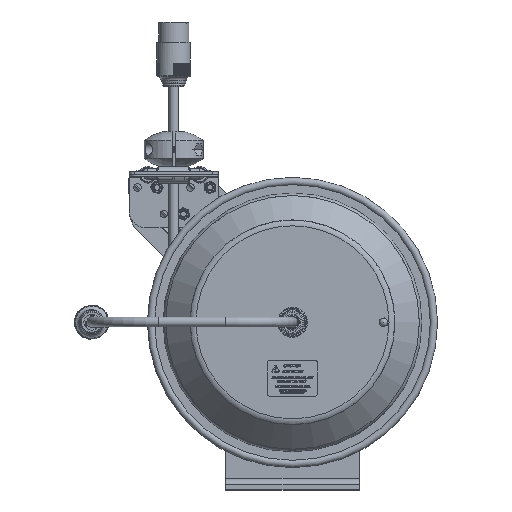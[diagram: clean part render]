
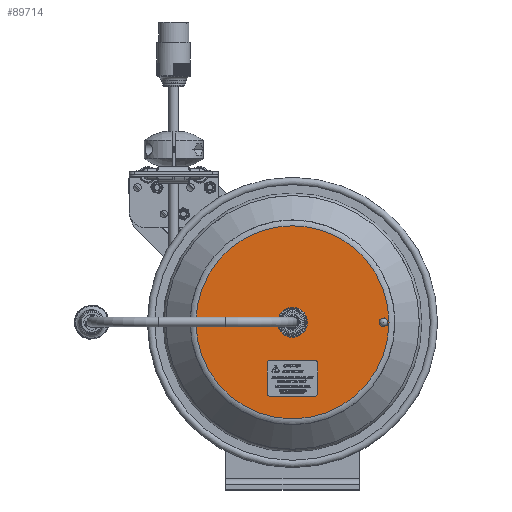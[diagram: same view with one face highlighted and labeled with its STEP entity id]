
A CAD part, top view. The second image highlights one B-rep face of the part: STEP entity #89714.
In plain terms, the highlighted planar face has unit normal (0, 0, 1).
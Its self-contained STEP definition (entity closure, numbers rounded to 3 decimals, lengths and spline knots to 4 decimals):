
#5346=FACE_BOUND('',#12569,.T.);
#5347=FACE_BOUND('',#12570,.T.);
#5348=FACE_BOUND('',#12571,.T.);
#6852=CIRCLE('',#94645,4.325);
#6853=CIRCLE('',#94646,4.325);
#6855=CIRCLE('',#94649,0.625);
#6856=CIRCLE('',#94650,0.1094);
#6857=CIRCLE('',#94651,0.1094);
#9069=FACE_OUTER_BOUND('',#12568,.T.);
#12568=EDGE_LOOP('',(#64719,#64720));
#12569=EDGE_LOOP('',(#64721));
#12570=EDGE_LOOP('',(#64722));
#12571=EDGE_LOOP('',(#64723));
#35521=VERTEX_POINT('',#122806);
#35522=VERTEX_POINT('',#122807);
#35523=VERTEX_POINT('',#122812);
#35524=VERTEX_POINT('',#122814);
#35525=VERTEX_POINT('',#122816);
#47965=EDGE_CURVE('',#35521,#35522,#6852,.T.);
#47966=EDGE_CURVE('',#35522,#35521,#6853,.T.);
#47968=EDGE_CURVE('',#35523,#35523,#6855,.T.);
#47969=EDGE_CURVE('',#35524,#35524,#6856,.T.);
#47970=EDGE_CURVE('',#35525,#35525,#6857,.T.);
#64719=ORIENTED_EDGE('',*,*,#47965,.T.);
#64720=ORIENTED_EDGE('',*,*,#47966,.T.);
#64721=ORIENTED_EDGE('',*,*,#47968,.T.);
#64722=ORIENTED_EDGE('',*,*,#47969,.T.);
#64723=ORIENTED_EDGE('',*,*,#47970,.T.);
#83969=PLANE('',#94648);
#89714=ADVANCED_FACE('',(#9069,#5346,#5347,#5348),#83969,.T.);
#94645=AXIS2_PLACEMENT_3D('',#122808,#102459,#102460);
#94646=AXIS2_PLACEMENT_3D('',#122809,#102461,#102462);
#94648=AXIS2_PLACEMENT_3D('',#122811,#102465,#102466);
#94649=AXIS2_PLACEMENT_3D('',#122813,#102467,#102468);
#94650=AXIS2_PLACEMENT_3D('',#122815,#102469,#102470);
#94651=AXIS2_PLACEMENT_3D('',#122817,#102471,#102472);
#102459=DIRECTION('center_axis',(0.,0.,1.));
#102460=DIRECTION('ref_axis',(-1.,0.,0.));
#102461=DIRECTION('center_axis',(0.,0.,1.));
#102462=DIRECTION('ref_axis',(-1.,0.,0.));
#102465=DIRECTION('center_axis',(0.,0.,1.));
#102466=DIRECTION('ref_axis',(0.,-1.,0.));
#102467=DIRECTION('center_axis',(0.,0.,-1.));
#102468=DIRECTION('ref_axis',(-1.,0.,0.));
#102469=DIRECTION('center_axis',(0.,0.,-1.));
#102470=DIRECTION('ref_axis',(1.,0.,0.));
#102471=DIRECTION('center_axis',(0.,0.,-1.));
#102472=DIRECTION('ref_axis',(1.,0.,0.));
#122806=CARTESIAN_POINT('',(-4.33,0.,6.4506));
#122807=CARTESIAN_POINT('',(-0.005,4.325,6.4506));
#122808=CARTESIAN_POINT('Origin',(-0.005,0.,
6.4506));
#122809=CARTESIAN_POINT('Origin',(-0.005,0.,
6.4506));
#122811=CARTESIAN_POINT('Origin',(-2.1675,0.,
6.4506));
#122812=CARTESIAN_POINT('',(0.62,0.,6.4506));
#122813=CARTESIAN_POINT('Origin',(-0.005,0.,
6.4506));
#122814=CARTESIAN_POINT('',(-3.9737,0.,6.4506));
#122815=CARTESIAN_POINT('Origin',(-4.0831,0.,
6.4506));
#122816=CARTESIAN_POINT('',(4.1825,0.,6.4506));
#122817=CARTESIAN_POINT('Origin',(4.0731,0.,
6.4506));
